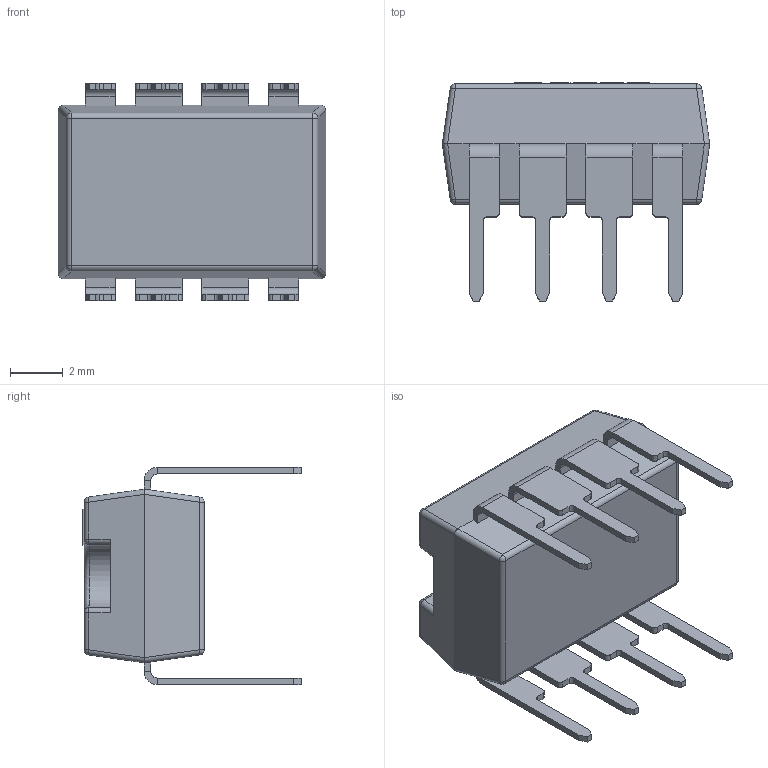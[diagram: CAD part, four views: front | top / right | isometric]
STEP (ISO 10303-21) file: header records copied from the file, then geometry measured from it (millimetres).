
FILE_DESCRIPTION (( 'STEP AP214' ), '1' );
FILE_NAME ('NE_555.STEP', '2023-10-30T11:28:47', ( '' ), ( '' ), 'SwSTEP 2.0', 'SolidWorks 2022', '' );
FILE_SCHEMA (( 'AUTOMOTIVE_DESIGN' ));
Length unit declared in the file: millimetre
Products named in the file (1): NE_555
Bounding box: 10.16 x 8.31 x 8.26 mm (x, y, z)
Volume: 290.3 mm3; surface area: 388.3 mm2
Topology: 1 solids, 1 shells, 286 faces, 719 edges, 438 vertices
Faces by surface type: plane 187, cylinder 64, bspline 24, sphere 10, torus 1
Entity records: 12719 total; most frequent: CARTESIAN_POINT 3023, ORIENTED_EDGE 1434, DIRECTION 1309, EDGE_CURVE 717, VECTOR 541, LINE 541, VERTEX_POINT 438, AXIS2_PLACEMENT_3D 384
